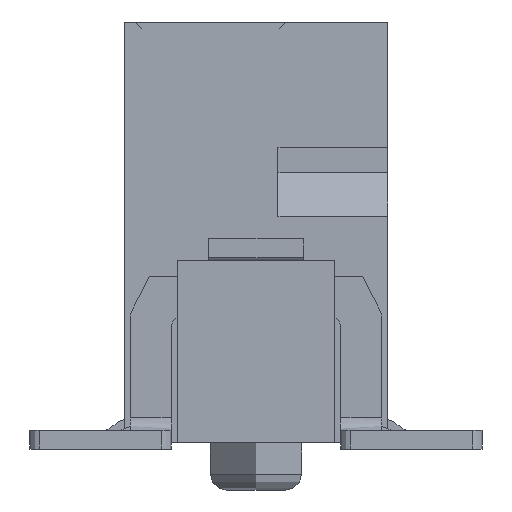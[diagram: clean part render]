
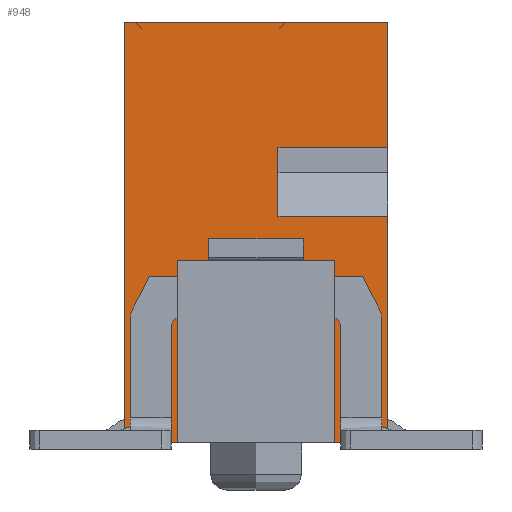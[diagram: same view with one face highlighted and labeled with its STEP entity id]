
A CAD part, left-side view. The second image highlights one B-rep face of the part: STEP entity #948.
In plain terms, the highlighted planar face has unit normal (-1, 0, 0).
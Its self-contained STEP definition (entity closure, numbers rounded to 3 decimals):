
#172=CARTESIAN_POINT('',(-22.955,-2.1,3.61));
#173=VERTEX_POINT('',#172);
#190=CARTESIAN_POINT('',(-22.955,-0.35,3.61));
#191=VERTEX_POINT('',#190);
#198=CARTESIAN_POINT('',(-22.955,-0.35,3.61));
#199=DIRECTION('',(0.,-1.,0.));
#200=VECTOR('',#199,1.75);
#201=LINE('',#198,#200);
#202=EDGE_CURVE('',#191,#173,#201,.T.);
#212=CARTESIAN_POINT('',(-22.955,-0.35,4.7));
#213=VERTEX_POINT('',#212);
#214=CARTESIAN_POINT('',(-22.955,-0.35,4.7));
#215=DIRECTION('',(0.,0.,-1.));
#216=VECTOR('',#215,1.09);
#217=LINE('',#214,#216);
#218=EDGE_CURVE('',#213,#191,#217,.T.);
#245=CARTESIAN_POINT('',(-22.955,-2.1,4.7));
#246=VERTEX_POINT('',#245);
#253=CARTESIAN_POINT('',(-22.955,-2.1,4.7));
#254=DIRECTION('',(0.,1.,0.));
#255=VECTOR('',#254,1.75);
#256=LINE('',#253,#255);
#257=EDGE_CURVE('',#246,#213,#256,.T.);
#435=CARTESIAN_POINT('',(-22.955,0.7,1.));
#436=VERTEX_POINT('',#435);
#443=CARTESIAN_POINT('',(-22.955,0.75,1.));
#444=VERTEX_POINT('',#443);
#445=CARTESIAN_POINT('',(-22.955,0.7,1.));
#446=DIRECTION('',(0.,1.,0.));
#447=VECTOR('',#446,0.05);
#448=LINE('',#445,#447);
#449=EDGE_CURVE('',#436,#444,#448,.T.);
#465=CARTESIAN_POINT('',(-22.955,-0.75,1.));
#466=VERTEX_POINT('',#465);
#467=CARTESIAN_POINT('',(-22.955,-0.7,1.));
#468=VERTEX_POINT('',#467);
#469=CARTESIAN_POINT('',(-22.955,-0.75,1.));
#470=DIRECTION('',(0.,1.,0.));
#471=VECTOR('',#470,0.05);
#472=LINE('',#469,#471);
#473=EDGE_CURVE('',#466,#468,#472,.T.);
#537=CARTESIAN_POINT('',(-22.955,1.25,0.));
#538=VERTEX_POINT('',#537);
#556=CARTESIAN_POINT('',(-22.955,1.25,1.75));
#557=VERTEX_POINT('',#556);
#564=CARTESIAN_POINT('',(-22.955,1.25,1.75));
#565=DIRECTION('',(0.,0.,-1.));
#566=VECTOR('',#565,1.75);
#567=LINE('',#564,#566);
#568=EDGE_CURVE('',#557,#538,#567,.T.);
#578=CARTESIAN_POINT('',(-22.955,-1.25,0.));
#579=VERTEX_POINT('',#578);
#580=CARTESIAN_POINT('',(-22.955,-1.25,1.75));
#581=VERTEX_POINT('',#580);
#582=CARTESIAN_POINT('',(-22.955,-1.25,0.));
#583=DIRECTION('',(0.,0.,1.));
#584=VECTOR('',#583,1.75);
#585=LINE('',#582,#584);
#586=EDGE_CURVE('',#579,#581,#585,.T.);
#619=CARTESIAN_POINT('',(-22.955,0.9,1.9));
#620=VERTEX_POINT('',#619);
#621=CARTESIAN_POINT('',(-22.955,1.1,1.9));
#622=VERTEX_POINT('',#621);
#623=CARTESIAN_POINT('',(-22.955,0.9,1.9));
#624=DIRECTION('',(0.,1.,0.));
#625=VECTOR('',#624,0.2);
#626=LINE('',#623,#625);
#627=EDGE_CURVE('',#620,#622,#626,.T.);
#659=CARTESIAN_POINT('',(-22.955,-1.1,1.9));
#660=VERTEX_POINT('',#659);
#661=CARTESIAN_POINT('',(-22.955,-0.9,1.9));
#662=VERTEX_POINT('',#661);
#663=CARTESIAN_POINT('',(-22.955,-1.1,1.9));
#664=DIRECTION('',(0.,1.,0.));
#665=VECTOR('',#664,0.2);
#666=LINE('',#663,#665);
#667=EDGE_CURVE('',#660,#662,#666,.T.);
#700=CARTESIAN_POINT('',(-22.955,0.75,1.75));
#701=VERTEX_POINT('',#700);
#702=CARTESIAN_POINT('',(-22.955,0.75,1.));
#703=DIRECTION('',(0.,0.,1.));
#704=VECTOR('',#703,0.75);
#705=LINE('',#702,#704);
#706=EDGE_CURVE('',#444,#701,#705,.T.);
#738=CARTESIAN_POINT('',(-22.955,-0.75,1.75));
#739=VERTEX_POINT('',#738);
#746=CARTESIAN_POINT('',(-22.955,-0.75,1.75));
#747=DIRECTION('',(0.,0.,-1.));
#748=VECTOR('',#747,0.75);
#749=LINE('',#746,#748);
#750=EDGE_CURVE('',#739,#466,#749,.T.);
#762=CARTESIAN_POINT('',(-22.955,-1.25,1.75));
#763=DIRECTION('',(0.,0.707,0.707));
#764=VECTOR('',#763,0.212);
#765=LINE('',#762,#764);
#766=EDGE_CURVE('',#581,#660,#765,.T.);
#790=CARTESIAN_POINT('',(-22.955,-0.9,1.9));
#791=DIRECTION('',(0.,0.707,-0.707));
#792=VECTOR('',#791,0.212);
#793=LINE('',#790,#792);
#794=EDGE_CURVE('',#662,#739,#793,.T.);
#806=CARTESIAN_POINT('',(-22.955,0.75,1.75));
#807=DIRECTION('',(0.,0.707,0.707));
#808=VECTOR('',#807,0.212);
#809=LINE('',#806,#808);
#810=EDGE_CURVE('',#701,#620,#809,.T.);
#834=CARTESIAN_POINT('',(-22.955,1.1,1.9));
#835=DIRECTION('',(0.,0.707,-0.707));
#836=VECTOR('',#835,0.212);
#837=LINE('',#834,#836);
#838=EDGE_CURVE('',#622,#557,#837,.T.);
#844=CARTESIAN_POINT('',(-22.955,0.,3.35));
#845=DIRECTION('',(0.,-1.,0.));
#846=DIRECTION('',(-1.,0.,0.));
#847=AXIS2_PLACEMENT_3D('',#844,#846,#845);
#848=PLANE('',#847);
#849=ORIENTED_EDGE('',*,*,#473,.F.);
#850=ORIENTED_EDGE('',*,*,#750,.F.);
#851=ORIENTED_EDGE('',*,*,#794,.F.);
#852=ORIENTED_EDGE('',*,*,#667,.F.);
#853=ORIENTED_EDGE('',*,*,#766,.F.);
#854=ORIENTED_EDGE('',*,*,#586,.F.);
#855=CARTESIAN_POINT('',(-22.955,-2.1,0.));
#856=VERTEX_POINT('',#855);
#857=CARTESIAN_POINT('',(-22.955,-1.25,0.));
#858=DIRECTION('',(0.,-1.,0.));
#859=VECTOR('',#858,0.85);
#860=LINE('',#857,#859);
#861=EDGE_CURVE('',#579,#856,#860,.T.);
#862=ORIENTED_EDGE('',*,*,#861,.T.);
#863=CARTESIAN_POINT('',(-22.955,-2.1,0.));
#864=DIRECTION('',(0.,0.,1.));
#865=VECTOR('',#864,3.61);
#866=LINE('',#863,#865);
#867=EDGE_CURVE('',#856,#173,#866,.T.);
#868=ORIENTED_EDGE('',*,*,#867,.T.);
#869=ORIENTED_EDGE('',*,*,#202,.F.);
#870=ORIENTED_EDGE('',*,*,#218,.F.);
#871=ORIENTED_EDGE('',*,*,#257,.F.);
#872=CARTESIAN_POINT('',(-22.955,-2.1,6.7));
#873=VERTEX_POINT('',#872);
#874=CARTESIAN_POINT('',(-22.955,-2.1,4.7));
#875=DIRECTION('',(0.,0.,1.));
#876=VECTOR('',#875,2.);
#877=LINE('',#874,#876);
#878=EDGE_CURVE('',#246,#873,#877,.T.);
#879=ORIENTED_EDGE('',*,*,#878,.T.);
#880=CARTESIAN_POINT('',(-22.955,2.1,6.7));
#881=VERTEX_POINT('',#880);
#882=CARTESIAN_POINT('',(-22.955,-2.1,6.7));
#883=DIRECTION('',(0.,1.,0.));
#884=VECTOR('',#883,4.2);
#885=LINE('',#882,#884);
#886=EDGE_CURVE('',#873,#881,#885,.T.);
#887=ORIENTED_EDGE('',*,*,#886,.T.);
#888=CARTESIAN_POINT('',(-22.955,2.1,0.));
#889=VERTEX_POINT('',#888);
#890=CARTESIAN_POINT('',(-22.955,2.1,6.7));
#891=DIRECTION('',(0.,0.,-1.));
#892=VECTOR('',#891,6.7);
#893=LINE('',#890,#892);
#894=EDGE_CURVE('',#881,#889,#893,.T.);
#895=ORIENTED_EDGE('',*,*,#894,.T.);
#896=CARTESIAN_POINT('',(-22.955,2.1,0.));
#897=DIRECTION('',(0.,-1.,0.));
#898=VECTOR('',#897,0.85);
#899=LINE('',#896,#898);
#900=EDGE_CURVE('',#889,#538,#899,.T.);
#901=ORIENTED_EDGE('',*,*,#900,.T.);
#902=ORIENTED_EDGE('',*,*,#568,.F.);
#903=ORIENTED_EDGE('',*,*,#838,.F.);
#904=ORIENTED_EDGE('',*,*,#627,.F.);
#905=ORIENTED_EDGE('',*,*,#810,.F.);
#906=ORIENTED_EDGE('',*,*,#706,.F.);
#907=ORIENTED_EDGE('',*,*,#449,.F.);
#908=CARTESIAN_POINT('',(-22.955,0.697,0.1));
#909=VERTEX_POINT('',#908);
#910=CARTESIAN_POINT('',(-22.955,0.7,1.));
#911=DIRECTION('',(0.,0.,-1.));
#912=VECTOR('',#911,0.9);
#913=LINE('',#910,#912);
#914=EDGE_CURVE('',#436,#909,#913,.T.);
#915=ORIENTED_EDGE('',*,*,#914,.T.);
#916=CARTESIAN_POINT('',(-22.955,0.694,0.75));
#917=VERTEX_POINT('',#916);
#918=CARTESIAN_POINT('',(-22.955,0.694,0.1));
#919=DIRECTION('',(0.,0.,1.));
#920=VECTOR('',#919,0.65);
#921=LINE('',#918,#920);
#922=EDGE_CURVE('',#909,#917,#921,.T.);
#923=ORIENTED_EDGE('',*,*,#922,.T.);
#924=CARTESIAN_POINT('',(-22.955,-0.694,0.75));
#925=VERTEX_POINT('',#924);
#926=CARTESIAN_POINT('',(-22.955,0.694,0.75));
#927=DIRECTION('',(0.,-1.,0.));
#928=VECTOR('',#927,1.388);
#929=LINE('',#926,#928);
#930=EDGE_CURVE('',#917,#925,#929,.T.);
#931=ORIENTED_EDGE('',*,*,#930,.T.);
#932=CARTESIAN_POINT('',(-22.955,-0.697,0.1));
#933=VERTEX_POINT('',#932);
#934=CARTESIAN_POINT('',(-22.955,-0.694,0.75));
#935=DIRECTION('',(0.,0.,-1.));
#936=VECTOR('',#935,0.65);
#937=LINE('',#934,#936);
#938=EDGE_CURVE('',#925,#933,#937,.T.);
#939=ORIENTED_EDGE('',*,*,#938,.T.);
#940=CARTESIAN_POINT('',(-22.955,-0.7,0.1));
#941=DIRECTION('',(0.,0.,1.));
#942=VECTOR('',#941,0.9);
#943=LINE('',#940,#942);
#944=EDGE_CURVE('',#933,#468,#943,.T.);
#945=ORIENTED_EDGE('',*,*,#944,.T.);
#946=EDGE_LOOP('',(#849,#850,#851,#852,#853,#854,#862,#868,#869,#870,#871,#879,#887,#895,#901,#902,#903,#904,#905,#906,#907,#915,#923,#931,#939,#945));
#947=FACE_OUTER_BOUND('',#946,.T.);
#948=ADVANCED_FACE('',(#947),#848,.T.);
